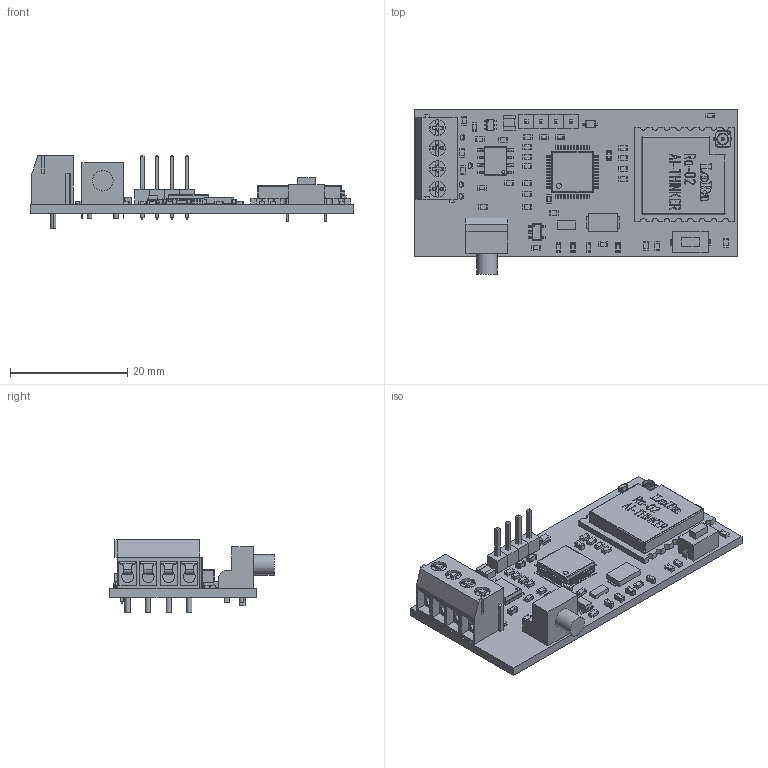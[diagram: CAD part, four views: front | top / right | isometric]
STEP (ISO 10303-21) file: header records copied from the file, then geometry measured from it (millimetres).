
FILE_DESCRIPTION(('Open CASCADE Model'),'2;1');
FILE_NAME('Open CASCADE Shape Model','2020-05-04T00:03:52',('Author'),( 'Open CASCADE'),'Open CASCADE STEP processor 6.8','Open CASCADE 6.8' ,'Unknown');
FILE_SCHEMA(('AUTOMOTIVE_DESIGN { 1 0 10303 214 1 1 1 1 }'));
Length unit declared in the file: millimetre
Products named in the file (142): PCB; Board; D1; 1148971520; Open_CASCADE_STEP_translator_6.8_2.1; Body; Open_CASCADE_STEP_translator_6.8_2.2.1; Leader; ZQ2; ZQ; ZQ1; 1148973952; Pins; X1; 1148972032; SimpleBody; LeadsArray; S2; Tactile_Switch; R22; 1148970880; term1; term2; body; R20; 1148973568; R19; R18; 768428064; R16; R12; R11; R10; R9; R8; 1148973440; R7; R5; 1148973056; DD1 ...
Assembly tree (217 placements, depth 5):
  PCB
    Board
    D1
      1148971520
        Open_CASCADE_STEP_translator_6.8_2.1
        Body
          Open_CASCADE_STEP_translator_6.8_2.2.1
        Leader  x24
        Leader  x24
    ZQ2
      ZQ
    ZQ1
      1148973952
        Body
        Pins
    X1
      1148972032  x4
        SimpleBody
        LeadsArray
    S2
      Tactile_Switch
    R22
      1148970880
        term1
        term2
        body
    R20
      1148973568
        term1
        term2
        body
    R19
      1148973568
        term1
        term2
        body
    R18
      768428064
        term1
        term2
        body
    R16
      1148970880
        term1
        term2
        body
    R12
      768428064
        term1
        term2
        body
    R11
      768428064
        term1
        term2
        body
    R10
      1148970880
        term1
        term2
Bounding box: 55 x 28.02 x 12.58 mm (x, y, z)
Volume: 3725.3 mm3; surface area: 6426.9 mm2
Topology: 216 solids, 218 shells, 3623 faces, 8170 edges, 4907 vertices
Faces by surface type: plane 2504, cylinder 677, extrusion 283, sphere 122, bspline 23, torus 11, cone 3
Full cylindrical faces by diameter (mm): 0.156 x1, 0.2 x1, 0.45 x2, 0.487 x1, 0.5 x1, 0.7 x2, 0.875 x1, 3.51 x1
Entity records: 64837 total; most frequent: CARTESIAN_POINT 13112, ORIENTED_EDGE 9051, DIRECTION 8441, EDGE_CURVE 4528, VECTOR 3443, LINE 3160, VERTEX_POINT 2867, AXIS2_PLACEMENT_3D 2499
